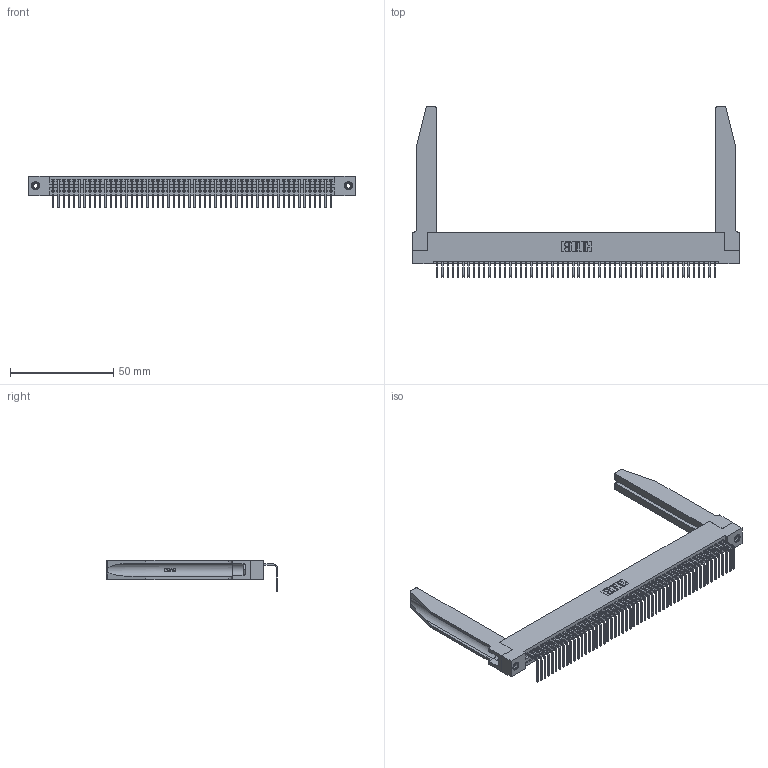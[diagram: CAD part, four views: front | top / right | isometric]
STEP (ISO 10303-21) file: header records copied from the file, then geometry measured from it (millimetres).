
FILE_DESCRIPTION (( 'STEP AP203' ), '1' );
FILE_NAME ('395-054-558-178.STEP', '2019-10-11T14:39:47', ( '' ), ( '' ), 'SwSTEP 2.0', 'SolidWorks 2016', '' );
FILE_SCHEMA (( 'CONFIG_CONTROL_DESIGN' ));
Length unit declared in the file: inch
Products named in the file (5): 345-292-001_558 Tail - 2; 345-250-001_345-250-001-102; 345-220-078_345-220-078; 395-054-558-178; 345 Part_Flush Mounting Lugs - 0.156 Dia-TH
Assembly tree (59 placements, depth 2):
  395-054-558-178
    345 Part_Flush Mounting Lugs - 0.156 Dia-TH
    345-292-001_558 Tail - 2  x54
    345-250-001_345-250-001-102  x2
    345-220-078_345-220-078  x2
Bounding box: 158.39 x 82.79 x 15.37 mm (x, y, z)
Volume: 23093.2 mm3; surface area: 28428.3 mm2
Topology: 59 solids, 59 shells, 3600 faces, 10777 edges, 7102 vertices
Faces by surface type: plane 2490, cylinder 1058, bspline 36, cone 12, torus 4
Entity records: 43850 total; most frequent: CARTESIAN_POINT 8493, ORIENTED_EDGE 7378, DIRECTION 6407, EDGE_CURVE 3689, LINE 3247, VECTOR 3247, VERTEX_POINT 2452, AXIS2_PLACEMENT_3D 1580
